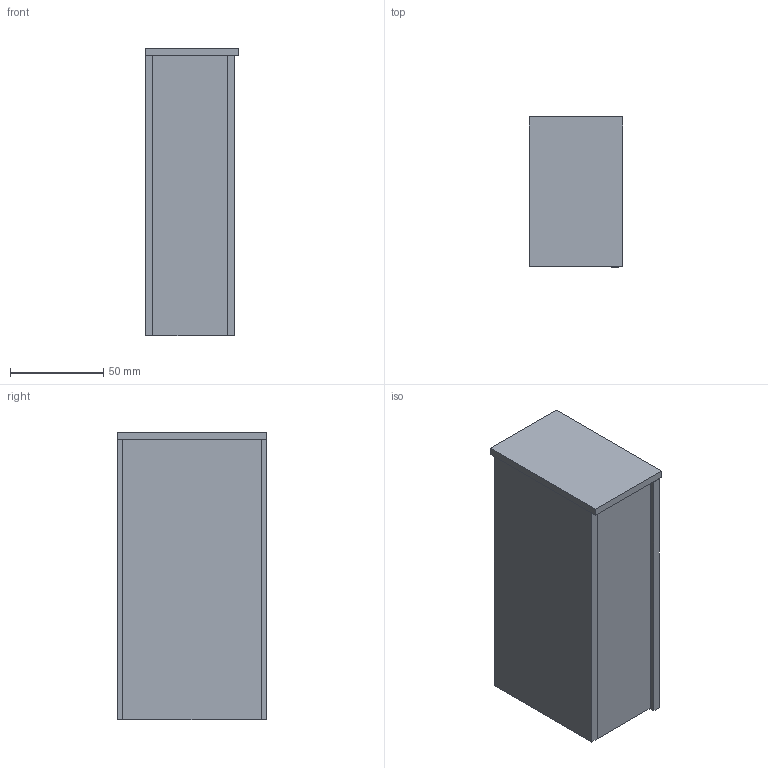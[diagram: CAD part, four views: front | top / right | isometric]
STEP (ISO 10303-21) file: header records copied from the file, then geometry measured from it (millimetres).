
FILE_DESCRIPTION(/* description */ (''),/* implementation_level */ '2;1');
FILE_NAME(/* name */ '',/* time_stamp */ '2023-02-20T23:40:08+03:00',/* author */ (''),/* organization */ (''),/* preprocessor_version */ 'ST-DEVELOPER v19.2',/* originating_system */ 'Autodesk Translation Framework v11.17.0.187',/* authorisation */ '');
FILE_SCHEMA (('AUTOMOTIVE_DESIGN { 1 0 10303 214 3 1 1 }'));
Length unit declared in the file: millimetre
Products named in the file (7): Башня; Башня стенка 
1; Задняя стенка; Дно; Передняя стенка; Башня стенка 
2; Лепестки
Assembly tree (6 placements, depth 2):
  Башня
    Башня стенка 
1
    Задняя стенка
    Дно
    Передняя стенка
    Башня стенка 
2
    Лепестки
Bounding box: 50 x 80 x 154 mm (x, y, z)
Volume: 178617 mm3; surface area: 100216.9 mm2
Topology: 9 solids, 9 shells, 56 faces, 114 edges, 76 vertices
Faces by surface type: plane 55, cylinder 1
Entity records: 1674 total; most frequent: CARTESIAN_POINT 260, DIRECTION 256, ORIENTED_EDGE 228, EDGE_CURVE 114, LINE 112, VECTOR 112, VERTEX_POINT 76, AXIS2_PLACEMENT_3D 72
